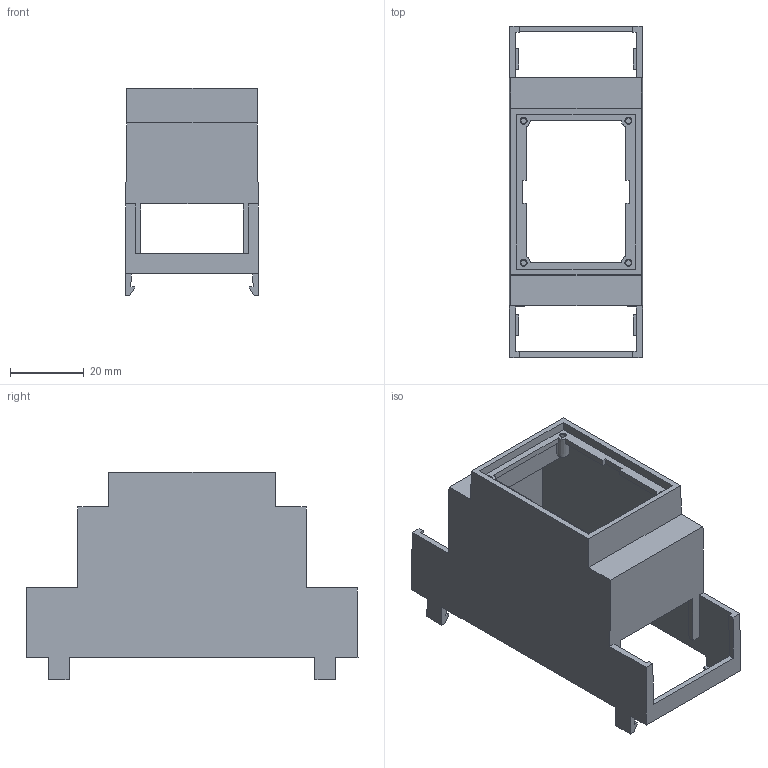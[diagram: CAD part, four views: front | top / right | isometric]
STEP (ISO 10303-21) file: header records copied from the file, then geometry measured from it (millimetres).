
FILE_DESCRIPTION(('Open CASCADE Model'),'2;1');
FILE_NAME('Open CASCADE Shape Model','2019-09-13T16:05:49',('Author'),( 'Open CASCADE'),'Open CASCADE STEP processor 6.5','Open CASCADE 6.5' ,'Unknown');
FILE_SCHEMA(('AUTOMOTIVE_DESIGN { 1 0 10303 214 1 1 1 1 }'));
Length unit declared in the file: millimetre
Products named in the file (127): CADSOFTTOOLS 1; CADSOFTTOOLS 1.1; CADSOFTTOOLS 1.2; CADSOFTTOOLS 1.3; CADSOFTTOOLS 1.4; CADSOFTTOOLS 1.5; CADSOFTTOOLS 1.6; CADSOFTTOOLS 1.7; CADSOFTTOOLS 1.8; CADSOFTTOOLS 1.9; CADSOFTTOOLS 1.10; CADSOFTTOOLS 1.11; CADSOFTTOOLS 1.12; CADSOFTTOOLS 1.13; CADSOFTTOOLS 1.14; CADSOFTTOOLS 1.15; CADSOFTTOOLS 1.16; CADSOFTTOOLS 1.17; CADSOFTTOOLS 1.18; CADSOFTTOOLS 1.19; CADSOFTTOOLS 1.20; CADSOFTTOOLS 1.21; CADSOFTTOOLS 1.22; CADSOFTTOOLS 1.23; CADSOFTTOOLS 1.24; CADSOFTTOOLS 1.25; CADSOFTTOOLS 1.26; CADSOFTTOOLS 1.27; CADSOFTTOOLS 1.28; CADSOFTTOOLS 1.29; CADSOFTTOOLS 1.30; CADSOFTTOOLS 1.31; CADSOFTTOOLS 1.32; CADSOFTTOOLS 1.33; CADSOFTTOOLS 1.34; CADSOFTTOOLS 1.35; CADSOFTTOOLS 1.36; CADSOFTTOOLS 1.37; CADSOFTTOOLS 1.38; CADSOFTTOOLS 1.39 ...
Assembly tree (126 placements, depth 2):
  CADSOFTTOOLS 1
    CADSOFTTOOLS 1.1
    CADSOFTTOOLS 1.2
    CADSOFTTOOLS 1.3
    CADSOFTTOOLS 1.4
    CADSOFTTOOLS 1.5
    CADSOFTTOOLS 1.6
    CADSOFTTOOLS 1.7
    CADSOFTTOOLS 1.8
    CADSOFTTOOLS 1.9
    CADSOFTTOOLS 1.10
    CADSOFTTOOLS 1.11
    CADSOFTTOOLS 1.12
    CADSOFTTOOLS 1.13
    CADSOFTTOOLS 1.14
    CADSOFTTOOLS 1.15
    CADSOFTTOOLS 1.16
    CADSOFTTOOLS 1.17
    CADSOFTTOOLS 1.18
    CADSOFTTOOLS 1.19
    CADSOFTTOOLS 1.20
    CADSOFTTOOLS 1.21
    CADSOFTTOOLS 1.22
    CADSOFTTOOLS 1.23
    CADSOFTTOOLS 1.24
    CADSOFTTOOLS 1.25
    CADSOFTTOOLS 1.26
    CADSOFTTOOLS 1.27
    CADSOFTTOOLS 1.28
    CADSOFTTOOLS 1.29
    CADSOFTTOOLS 1.30
    CADSOFTTOOLS 1.31
    CADSOFTTOOLS 1.32
    CADSOFTTOOLS 1.33
    CADSOFTTOOLS 1.34
    CADSOFTTOOLS 1.35
    CADSOFTTOOLS 1.36
    CADSOFTTOOLS 1.37
    CADSOFTTOOLS 1.38
    CADSOFTTOOLS 1.39
    CADSOFTTOOLS 1.40
    CADSOFTTOOLS 1.41
    CADSOFTTOOLS 1.42
    CADSOFTTOOLS 1.43
    CADSOFTTOOLS 1.44
    CADSOFTTOOLS 1.45
    CADSOFTTOOLS 1.46
    CADSOFTTOOLS 1.47
    CADSOFTTOOLS 1.48
    CADSOFTTOOLS 1.49
    CADSOFTTOOLS 1.50
    CADSOFTTOOLS 1.51
    CADSOFTTOOLS 1.52
    CADSOFTTOOLS 1.53
    CADSOFTTOOLS 1.54
    CADSOFTTOOLS 1.55
    CADSOFTTOOLS 1.56
    CADSOFTTOOLS 1.57
    CADSOFTTOOLS 1.58
    CADSOFTTOOLS 1.59
Bounding box: 36.4 x 90.2 x 56.5 mm (x, y, z)
Surface area: 22716.8 mm2 (no closed solid volume)
Topology: 0 solids, 126 shells, 126 faces, 710 edges, 698 vertices
Faces by surface type: plane 105, cone 8, bspline 8, cylinder 4, torus 1
Full cylindrical faces by diameter (mm): 1.5 x4
Entity records: 17104 total; most frequent: CARTESIAN_POINT 5551, DIRECTION 1804, LINE 1124, VECTOR 1124, ORIENTED_EDGE 722, PCURVE 722, DEFINITIONAL_REPRESENTATION 722, EDGE_CURVE 710
